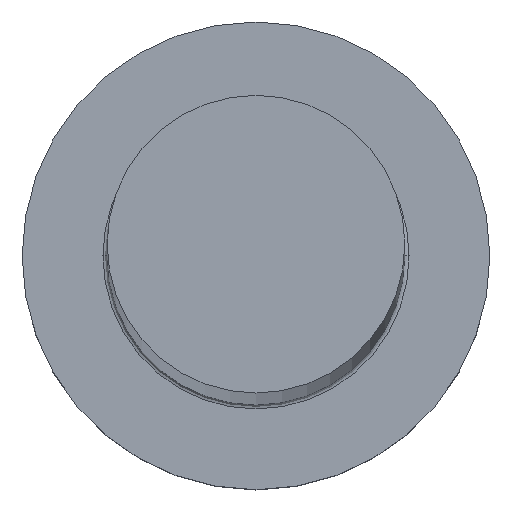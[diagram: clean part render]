
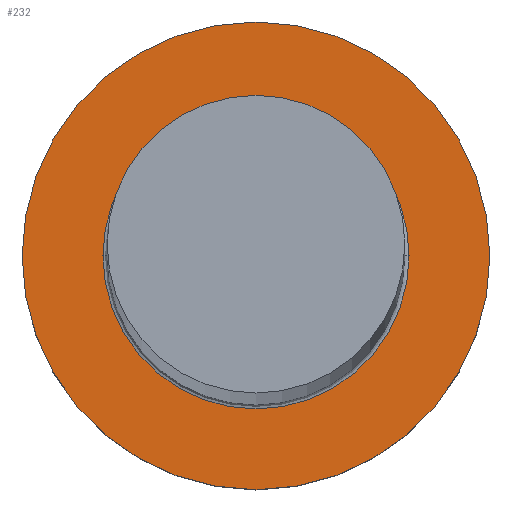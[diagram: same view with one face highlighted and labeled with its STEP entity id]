
A CAD part, top view. The second image highlights one B-rep face of the part: STEP entity #232.
In plain terms, the highlighted planar face has unit normal (0, 0, 1).
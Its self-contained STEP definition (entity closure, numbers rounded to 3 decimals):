
#6 = ORIENTED_EDGE ( 'NONE', *, *, #236, .T. ) ;
#15 = DIRECTION ( 'NONE',  ( 1., 0., 0. ) ) ;
#16 = DIRECTION ( 'NONE',  ( 0., 0., 1. ) ) ;
#18 = EDGE_CURVE ( 'NONE', #146, #295, #120, .T. ) ;
#19 = AXIS2_PLACEMENT_3D ( 'NONE', #297, #90, #273 ) ;
#39 = DIRECTION ( 'NONE',  ( 1., 0., 0. ) ) ;
#45 = CIRCLE ( 'NONE', #116, 7.2 ) ;
#68 = PLANE ( 'NONE',  #262 ) ;
#74 = EDGE_CURVE ( 'NONE', #295, #146, #187, .T. ) ;
#78 = AXIS2_PLACEMENT_3D ( 'NONE', #245, #16, #270 ) ;
#79 = VERTEX_POINT ( 'NONE', #200 ) ;
#90 = DIRECTION ( 'NONE',  ( 0., 0., 1. ) ) ;
#107 = EDGE_LOOP ( 'NONE', ( #237, #238 ) ) ;
#114 = DIRECTION ( 'NONE',  ( 1., 0., 0. ) ) ;
#116 = AXIS2_PLACEMENT_3D ( 'NONE', #199, #276, #114 ) ;
#117 = CARTESIAN_POINT ( 'NONE',  ( 11., 0., 7. ) ) ;
#120 = CIRCLE ( 'NONE', #19, 11. ) ;
#141 = EDGE_CURVE ( 'NONE', #194, #79, #223, .T. ) ;
#146 = VERTEX_POINT ( 'NONE', #154 ) ;
#149 = ORIENTED_EDGE ( 'NONE', *, *, #141, .T. ) ;
#154 = CARTESIAN_POINT ( 'NONE',  ( -11., 0., 7. ) ) ;
#159 = DIRECTION ( 'NONE',  ( 0., 0., 1. ) ) ;
#165 = EDGE_LOOP ( 'NONE', ( #6, #149 ) ) ;
#187 = CIRCLE ( 'NONE', #78, 11. ) ;
#194 = VERTEX_POINT ( 'NONE', #305 ) ;
#199 = CARTESIAN_POINT ( 'NONE',  ( 0., 0., 7. ) ) ;
#200 = CARTESIAN_POINT ( 'NONE',  ( 7.2, 0., 7. ) ) ;
#223 = CIRCLE ( 'NONE', #267, 7.2 ) ;
#230 = FACE_BOUND ( 'NONE', #165, .T. ) ;
#231 = DIRECTION ( 'NONE',  ( 0., 0., -1. ) ) ;
#232 = ADVANCED_FACE ( 'NONE', ( #230, #277 ), #68, .T. ) ;
#236 = EDGE_CURVE ( 'NONE', #79, #194, #45, .T. ) ;
#237 = ORIENTED_EDGE ( 'NONE', *, *, #18, .T. ) ;
#238 = ORIENTED_EDGE ( 'NONE', *, *, #74, .T. ) ;
#245 = CARTESIAN_POINT ( 'NONE',  ( 0., 0., 7. ) ) ;
#247 = CARTESIAN_POINT ( 'NONE',  ( 0., 0., 7. ) ) ;
#262 = AXIS2_PLACEMENT_3D ( 'NONE', #247, #159, #39 ) ;
#267 = AXIS2_PLACEMENT_3D ( 'NONE', #296, #231, #15 ) ;
#270 = DIRECTION ( 'NONE',  ( 1., 0., 0. ) ) ;
#273 = DIRECTION ( 'NONE',  ( 1., 0., 0. ) ) ;
#276 = DIRECTION ( 'NONE',  ( 0., 0., -1. ) ) ;
#277 = FACE_OUTER_BOUND ( 'NONE', #107, .T. ) ;
#295 = VERTEX_POINT ( 'NONE', #117 ) ;
#296 = CARTESIAN_POINT ( 'NONE',  ( 0., 0., 7. ) ) ;
#297 = CARTESIAN_POINT ( 'NONE',  ( 0., 0., 7. ) ) ;
#305 = CARTESIAN_POINT ( 'NONE',  ( -7.2, 0., 7. ) ) ;
